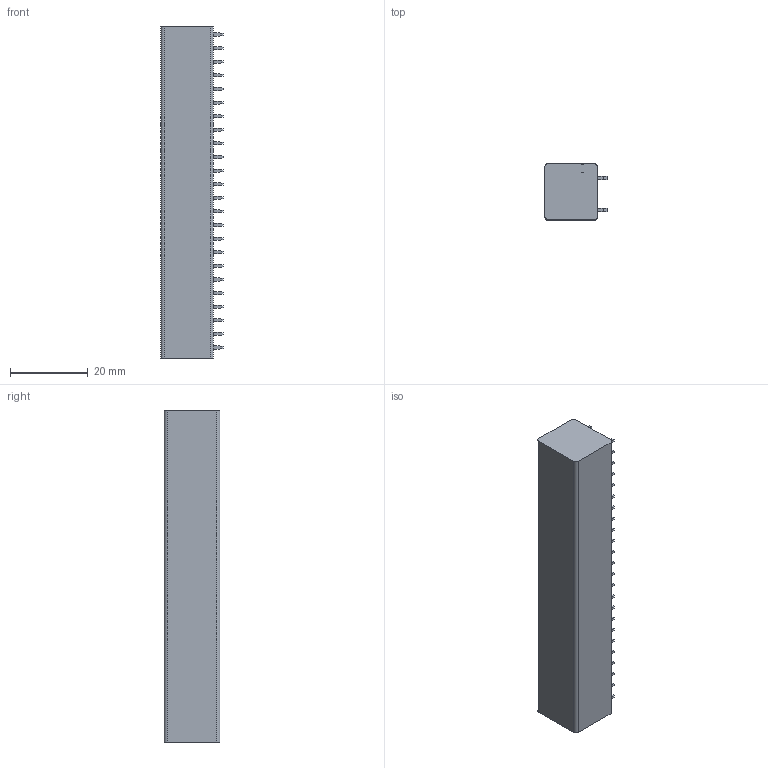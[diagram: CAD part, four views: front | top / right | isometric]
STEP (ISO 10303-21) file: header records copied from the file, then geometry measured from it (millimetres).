
FILE_DESCRIPTION((''),'2;1');
FILE_NAME('PRT0005','2024-09-25T',('sj'),(''),'PRO/ENGINEER BY PARAMETRIC TECHNOLOGY CORPORATION, 2013240','PRO/ENGINEER BY PARAMETRIC TECHNOLOGY CORPORATION, 2013240','');
FILE_SCHEMA(('AUTOMOTIVE_DESIGN_CC2 { 1 2 10303 214 -1 1 5 2 }'));
Length unit declared in the file: millimetre
Products named in the file (1): PRT0005
Bounding box: 16 x 14.4 x 85.4 mm (x, y, z)
Volume: 15926.7 mm3; surface area: 6240.5 mm2
Topology: 1 solids, 1 shells, 1208 faces, 2996 edges, 1886 vertices
Faces by surface type: plane 586, cylinder 362, bspline 140, torus 72, cone 48
Entity records: 41952 total; most frequent: CARTESIAN_POINT 14214, ORIENTED_EDGE 5992, DIRECTION 5374, EDGE_CURVE 2996, VERTEX_POINT 1886, AXIS2_PLACEMENT_3D 1792, VECTOR 1790, LINE 1790
